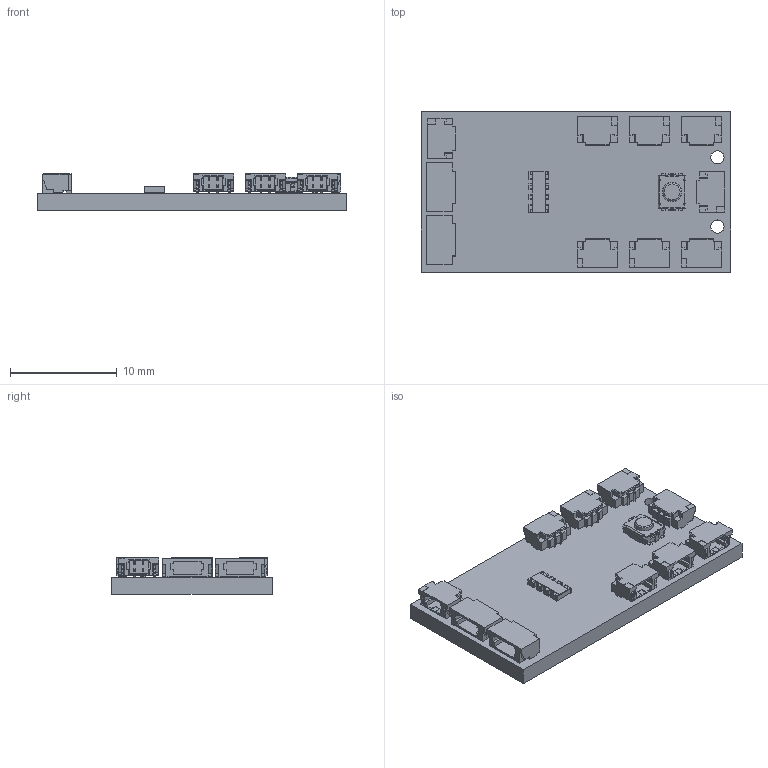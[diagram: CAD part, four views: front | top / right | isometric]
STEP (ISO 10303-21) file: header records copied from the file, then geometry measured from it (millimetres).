
FILE_DESCRIPTION(('KiCad electronic assembly'),'2;1');
FILE_NAME('TRUNK08-XS V4R5-noSound.step','2023-04-01T13:59:27',('Pcbnew' ),('Kicad'),'Open CASCADE STEP processor 7.6', 'KiCad to STEP converter','Unknown');
FILE_SCHEMA(('AUTOMOTIVE_DESIGN { 1 0 10303 214 1 1 1 1 }'));
Length unit declared in the file: millimetre
Products named in the file (10): TRUNK08-XS V4R5-noSound 1; SM02B-SURS-TF-LF--SN---3DModel-STEP-1; COMPOUND; EXB-38V103JV; STP_4351x10148xx; SM03B-SURS-TF; SOLID; _autosave-TRUNK08-XS V4R5 PCB
Assembly tree (17 placements, depth 3):
  TRUNK08-XS V4R5-noSound 1
    SM02B-SURS-TF-LF--SN---3DModel-STEP-1  x8
      COMPOUND
    EXB-38V103JV
      COMPOUND
    STP_4351x10148xx
      COMPOUND
    SM03B-SURS-TF  x2
      SOLID
    _autosave-TRUNK08-XS V4R5 PCB
Bounding box: 29 x 15 x 3.4 mm (x, y, z)
Volume: 816.6 mm3; surface area: 1850 mm2
Topology: 60 solids, 60 shells, 2407 faces, 6622 edges, 4303 vertices
Faces by surface type: plane 2008, cylinder 206, bspline 192, cone 1
Full cylindrical faces by diameter (mm): 0.2 x1, 0.75 x1, 1.25 x2, 1.7 x1, 1.85 x1
Entity records: 53988 total; most frequent: CARTESIAN_POINT 11424, DIRECTION 6637, LINE 4706, VECTOR 4706, ORIENTED_EDGE 4480, PCURVE 4480, DEFINITIONAL_REPRESENTATION 4480, EDGE_CURVE 2240
